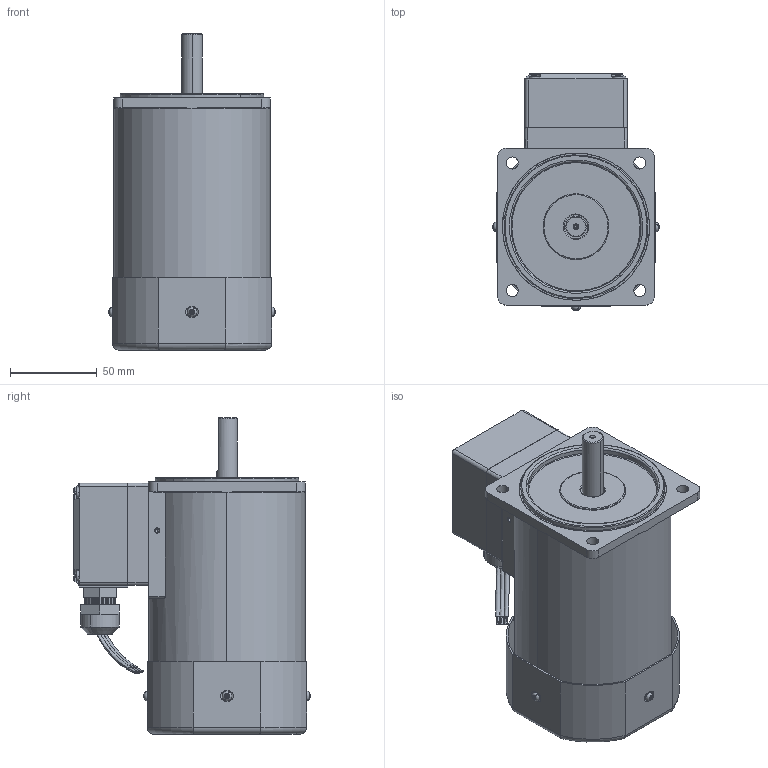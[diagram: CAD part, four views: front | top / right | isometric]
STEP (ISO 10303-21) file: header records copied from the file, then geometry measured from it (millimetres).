
FILE_DESCRIPTION (( 'STEP AP203' ), '1' );
FILE_NAME ('5TK40CA-¡¼FP-5CB70¡¼6000Z0.STEP', '2018-04-23T03:16:54', ( '' ), ( '' ), 'SwSTEP 2.0', 'SolidWorks 2010', '' );
FILE_SCHEMA (( 'CONFIG_CONTROL_DESIGN' ));
Length unit declared in the file: millimetre
Products named in the file (13): 上蓋 C583-32; Ts下蓋; Ts下墊片; 5TK40CA-〖FP-5CB70〖6000Z0; M590Ts-F; 風扇蓋FC-9042-21; 90A_4.研磨; 丸頭十字螺絲M3x6_B18.6.7M - M3 x 0.5 x 8 Type I Cross Recessed PHMS --8C; 成品180度; Ts上蓋; 出線頭 Ver.2; 圓頭十字螺絲 M3 x 40 --40N_JIS B 1111 Binding head screw M3 x 40 --40N; 出口線-5條TK-C
Assembly tree (18 placements, depth 3):
  5TK40CA-〖FP-5CB70〖6000Z0
    出口線-5條TK-C
    成品180度
      出線頭 Ver.2
      Ts下墊片
      圓頭十字螺絲 M3 x 40 --40N_JIS B 1111 Binding head screw M3 x 40 --40N  x4
      Ts下蓋
      Ts上蓋
    上蓋 C583-32
    90A_4.研磨
    風扇蓋FC-9042-21
    M590Ts-F
    丸頭十字螺絲M3x6_B18.6.7M - M3 x 0.5 x 8 Type I Cross Recessed PHMS --8C  x4
Bounding box: 95.92 x 136.21 x 182.5 mm (x, y, z)
Volume: 1034723.1 mm3; surface area: 149738.4 mm2
Topology: 19 solids, 20 shells, 2721 faces, 7057 edges, 4424 vertices
Faces by surface type: cone 1348, cylinder 938, plane 344, torus 55, bspline 20, sphere 16
Entity records: 36857 total; most frequent: CARTESIAN_POINT 7369, DIRECTION 6400, ORIENTED_EDGE 5630, EDGE_CURVE 2815, AXIS2_PLACEMENT_3D 2586, VERTEX_POINT 1775, CIRCLE 1462, EDGE_LOOP 1242
